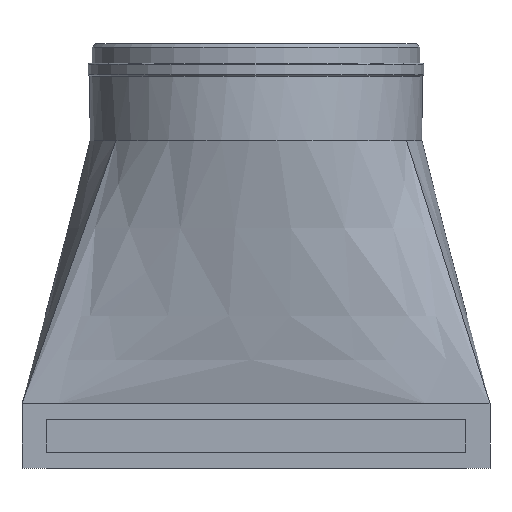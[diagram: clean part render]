
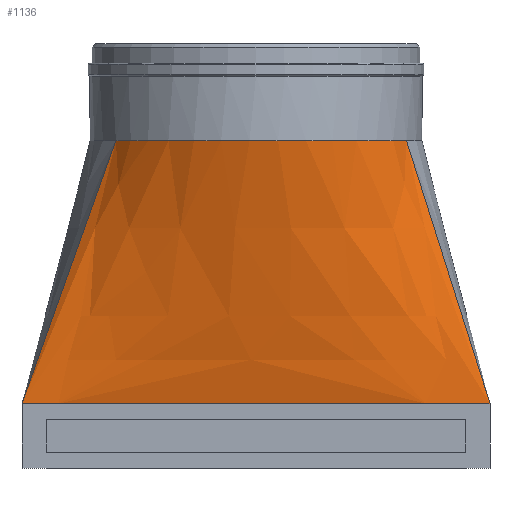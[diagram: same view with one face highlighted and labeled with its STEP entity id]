
A CAD part, left-side view. The second image highlights one B-rep face of the part: STEP entity #1136.
In plain terms, the highlighted free-form (B-spline) face has degree [3, 3] with [10, 4] control points.
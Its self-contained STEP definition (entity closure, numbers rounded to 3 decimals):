
#30=CIRCLE('',#1203,51.5);
#31=CIRCLE('',#1204,51.5);
#32=CIRCLE('',#1205,51.5);
#66=B_SPLINE_SURFACE_WITH_KNOTS('',3,3,((#2161,#2162,#2163,#2164),(#2165,
#2166,#2167,#2168),(#2169,#2170,#2171,#2172),(#2173,#2174,#2175,#2176),
(#2177,#2178,#2179,#2180),(#2181,#2182,#2183,#2184),(#2185,#2186,#2187,
#2188),(#2189,#2190,#2191,#2192),(#2193,#2194,#2195,#2196),(#2197,#2198,
#2199,#2200)),.UNSPECIFIED.,.F.,.F.,.F.,(4,1,1,1,1,1,1,4),(4,4),(0.,0.143,
0.286,0.429,0.571,0.714,
0.857,1.),(0.,1.),.UNSPECIFIED.);
#92=FACE_OUTER_BOUND('',#152,.T.);
#152=EDGE_LOOP('',(#873,#874,#875,#876,#877,#878,#879,#880));
#236=LINE('',#2160,#334);
#237=LINE('',#2204,#335);
#238=LINE('',#2206,#336);
#239=LINE('',#2208,#337);
#240=LINE('',#2210,#338);
#334=VECTOR('',#1327,86.802);
#335=VECTOR('',#1330,10.);
#336=VECTOR('',#1331,10.);
#337=VECTOR('',#1332,10.);
#338=VECTOR('',#1333,86.436);
#501=VERTEX_POINT('',#2154);
#503=VERTEX_POINT('',#2158);
#504=VERTEX_POINT('',#2201);
#505=VERTEX_POINT('',#2203);
#506=VERTEX_POINT('',#2205);
#507=VERTEX_POINT('',#2207);
#508=VERTEX_POINT('',#2209);
#509=VERTEX_POINT('',#2211);
#639=EDGE_CURVE('',#501,#503,#236,.T.);
#640=EDGE_CURVE('',#501,#504,#30,.T.);
#641=EDGE_CURVE('',#503,#505,#237,.T.);
#642=EDGE_CURVE('',#505,#506,#238,.T.);
#643=EDGE_CURVE('',#506,#507,#239,.T.);
#644=EDGE_CURVE('',#508,#507,#240,.T.);
#645=EDGE_CURVE('',#509,#508,#31,.T.);
#646=EDGE_CURVE('',#504,#509,#32,.T.);
#873=ORIENTED_EDGE('',*,*,#640,.F.);
#874=ORIENTED_EDGE('',*,*,#639,.T.);
#875=ORIENTED_EDGE('',*,*,#641,.T.);
#876=ORIENTED_EDGE('',*,*,#642,.T.);
#877=ORIENTED_EDGE('',*,*,#643,.T.);
#878=ORIENTED_EDGE('',*,*,#644,.F.);
#879=ORIENTED_EDGE('',*,*,#645,.F.);
#880=ORIENTED_EDGE('',*,*,#646,.F.);
#1136=ADVANCED_FACE('',(#92),#66,.F.);
#1203=AXIS2_PLACEMENT_3D('',#2202,#1328,#1329);
#1204=AXIS2_PLACEMENT_3D('',#2212,#1334,#1335);
#1205=AXIS2_PLACEMENT_3D('',#2213,#1336,#1337);
#1327=DIRECTION('',(-0.078,0.335,-0.939));
#1328=DIRECTION('center_axis',(0.,0.,1.));
#1329=DIRECTION('ref_axis',(-1.,0.,0.));
#1330=DIRECTION('',(0.,-1.,0.));
#1331=DIRECTION('',(0.,-1.,0.));
#1332=DIRECTION('',(0.,-1.,0.));
#1333=DIRECTION('',(-0.145,-0.3,-0.943));
#1334=DIRECTION('center_axis',(0.,0.,1.));
#1335=DIRECTION('ref_axis',(-1.,0.,0.));
#1336=DIRECTION('center_axis',(0.,0.,1.));
#1337=DIRECTION('ref_axis',(-1.,0.,0.));
#2154=CARTESIAN_POINT('',(-27.71,43.41,100.));
#2158=CARTESIAN_POINT('',(-34.5,72.5,18.5));
#2160=CARTESIAN_POINT('',(-27.71,43.41,100.));
#2161=CARTESIAN_POINT('Ctrl Pts',(-27.71,43.41,100.));
#2162=CARTESIAN_POINT('Ctrl Pts',(-29.973,53.106,72.833));
#2163=CARTESIAN_POINT('Ctrl Pts',(-32.237,62.803,45.667));
#2164=CARTESIAN_POINT('Ctrl Pts',(-34.5,72.5,18.5));
#2165=CARTESIAN_POINT('Ctrl Pts',(-32.121,40.594,100.));
#2166=CARTESIAN_POINT('Ctrl Pts',(-32.914,48.927,72.833));
#2167=CARTESIAN_POINT('Ctrl Pts',(-33.707,57.262,45.667));
#2168=CARTESIAN_POINT('Ctrl Pts',(-34.5,65.595,18.5));
#2169=CARTESIAN_POINT('Ctrl Pts',(-40.076,33.609,100.));
#2170=CARTESIAN_POINT('Ctrl Pts',(-38.217,39.668,72.833));
#2171=CARTESIAN_POINT('Ctrl Pts',(-36.359,45.727,45.667));
#2172=CARTESIAN_POINT('Ctrl Pts',(-34.5,51.786,18.5));
#2173=CARTESIAN_POINT('Ctrl Pts',(-48.317,20.033,100.));
#2174=CARTESIAN_POINT('Ctrl Pts',(-43.712,23.713,72.833));
#2175=CARTESIAN_POINT('Ctrl Pts',(-39.105,27.392,45.667));
#2176=CARTESIAN_POINT('Ctrl Pts',(-34.5,31.071,18.5));
#2177=CARTESIAN_POINT('Ctrl Pts',(-52.099,4.61,100.));
#2178=CARTESIAN_POINT('Ctrl Pts',(-46.232,6.526,72.833));
#2179=CARTESIAN_POINT('Ctrl Pts',(-40.367,8.441,45.667));
#2180=CARTESIAN_POINT('Ctrl Pts',(-34.5,10.357,18.5));
#2181=CARTESIAN_POINT('Ctrl Pts',(-51.084,-11.239,100.));
#2182=CARTESIAN_POINT('Ctrl Pts',(-45.557,-10.945,72.833));
#2183=CARTESIAN_POINT('Ctrl Pts',(-40.027,-10.651,45.667));
#2184=CARTESIAN_POINT('Ctrl Pts',(-34.5,-10.357,18.5));
#2185=CARTESIAN_POINT('Ctrl Pts',(-45.354,-26.05,100.));
#2186=CARTESIAN_POINT('Ctrl Pts',(-41.735,-27.723,72.833));
#2187=CARTESIAN_POINT('Ctrl Pts',(-38.118,-29.398,45.667));
#2188=CARTESIAN_POINT('Ctrl Pts',(-34.5,-31.071,18.5));
#2189=CARTESIAN_POINT('Ctrl Pts',(-35.447,-38.462,100.));
#2190=CARTESIAN_POINT('Ctrl Pts',(-35.132,-42.903,72.833));
#2191=CARTESIAN_POINT('Ctrl Pts',(-34.815,-47.344,45.667));
#2192=CARTESIAN_POINT('Ctrl Pts',(-34.5,-51.786,18.5));
#2193=CARTESIAN_POINT('Ctrl Pts',(-26.662,-44.371,100.));
#2194=CARTESIAN_POINT('Ctrl Pts',(-29.275,-51.445,72.833));
#2195=CARTESIAN_POINT('Ctrl Pts',(-31.888,-58.521,45.667));
#2196=CARTESIAN_POINT('Ctrl Pts',(-34.5,-65.595,18.5));
#2197=CARTESIAN_POINT('Ctrl Pts',(-21.928,-46.599,100.));
#2198=CARTESIAN_POINT('Ctrl Pts',(-26.118,-55.232,72.833));
#2199=CARTESIAN_POINT('Ctrl Pts',(-30.309,-63.866,45.667));
#2200=CARTESIAN_POINT('Ctrl Pts',(-34.5,-72.5,18.5));
#2201=CARTESIAN_POINT('',(-43.767,27.143,100.));
#2202=CARTESIAN_POINT('Origin',(0.,0.,100.));
#2203=CARTESIAN_POINT('',(-34.5,61.223,18.5));
#2204=CARTESIAN_POINT('',(-34.5,-36.25,18.5));
#2205=CARTESIAN_POINT('',(-34.5,-52.503,18.5));
#2206=CARTESIAN_POINT('',(-34.5,-36.25,18.5));
#2207=CARTESIAN_POINT('',(-34.5,-72.5,18.5));
#2208=CARTESIAN_POINT('',(-34.5,-36.25,18.5));
#2209=CARTESIAN_POINT('',(-21.928,-46.599,100.));
#2210=CARTESIAN_POINT('',(-21.928,-46.599,100.));
#2211=CARTESIAN_POINT('',(-41.034,-31.12,100.));
#2212=CARTESIAN_POINT('Origin',(0.,0.,100.));
#2213=CARTESIAN_POINT('Origin',(0.,0.,100.));
